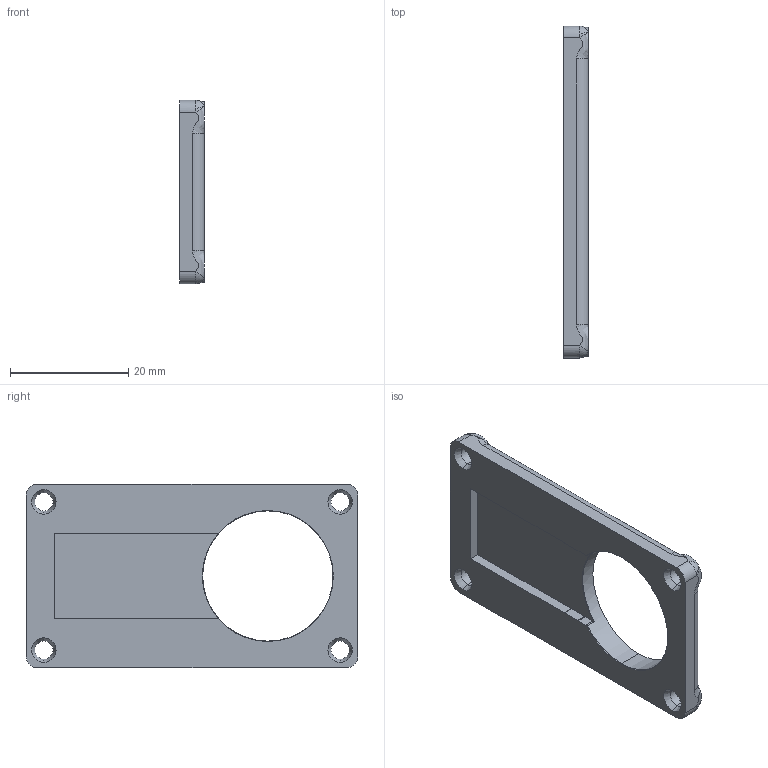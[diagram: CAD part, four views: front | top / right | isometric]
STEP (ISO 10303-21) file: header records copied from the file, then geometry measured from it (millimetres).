
FILE_DESCRIPTION (( 'STEP AP214' ), '1' );
FILE_NAME ('SAM_gripper_lid.STEP', '2025-01-01T01:53:42', ( '' ), ( '' ), 'SwSTEP 2.0', 'SolidWorks 2023', '' );
FILE_SCHEMA (( 'AUTOMOTIVE_DESIGN' ));
Length unit declared in the file: millimetre
Products named in the file (1): SAM_gripper_lid
Bounding box: 4.2 x 56 x 31 mm (x, y, z)
Volume: 4746.6 mm3; surface area: 3744.9 mm2
Topology: 1 solids, 1 shells, 72 faces, 182 edges, 108 vertices
Faces by surface type: cylinder 20, cone 20, plane 18, bspline 8, sphere 6
Entity records: 2935 total; most frequent: CARTESIAN_POINT 1159, DIRECTION 386, ORIENTED_EDGE 364, EDGE_CURVE 182, AXIS2_PLACEMENT_3D 151, VERTEX_POINT 108, CIRCLE 86, VECTOR 84
